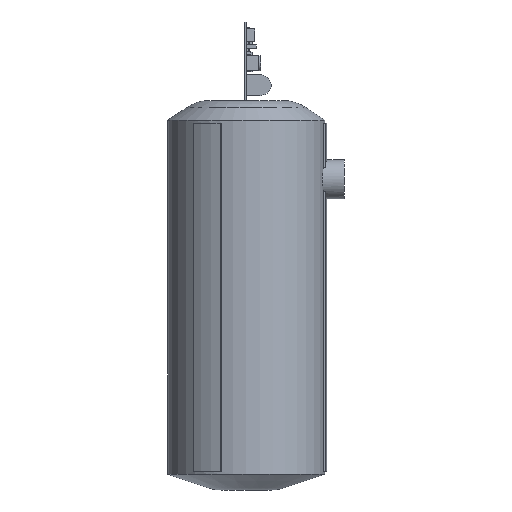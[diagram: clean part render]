
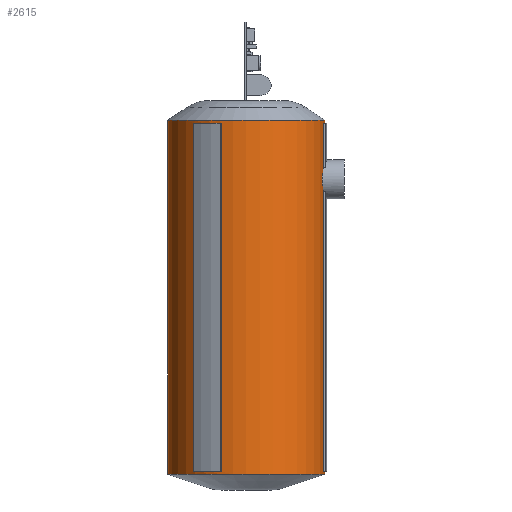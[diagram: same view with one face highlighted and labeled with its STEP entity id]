
A CAD part, front view. The second image highlights one B-rep face of the part: STEP entity #2615.
In plain terms, the highlighted cylindrical face has radius 20 mm (diameter 40 mm), a partial arc.
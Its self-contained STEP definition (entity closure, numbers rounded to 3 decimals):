
#2 = AXIS2_PLACEMENT_3D ( 'NONE', #2773, #1376, #2758 ) ;
#23 = FACE_BOUND ( 'NONE', #152, .T. ) ;
#120 = VERTEX_POINT ( 'NONE', #683 ) ;
#144 = AXIS2_PLACEMENT_3D ( 'NONE', #2386, #3447, #2731 ) ;
#152 = EDGE_LOOP ( 'NONE', ( #3091, #258, #1811, #2751 ) ) ;
#160 = CIRCLE ( 'NONE', #1958, 20. ) ;
#191 = CARTESIAN_POINT ( 'NONE',  ( 19.563, -4.161, 77.215 ) ) ;
#198 = ORIENTED_EDGE ( 'NONE', *, *, #556, .F. ) ;
#209 = CARTESIAN_POINT ( 'NONE',  ( 19.45, -4.657, 78.161 ) ) ;
#240 = CARTESIAN_POINT ( 'NONE',  ( 19.596, -4., 83. ) ) ;
#241 = VERTEX_POINT ( 'NONE', #1238 ) ;
#258 = ORIENTED_EDGE ( 'NONE', *, *, #1519, .T. ) ;
#268 = VERTEX_POINT ( 'NONE', #2937 ) ;
#273 = ORIENTED_EDGE ( 'NONE', *, *, #507, .T. ) ;
#309 = DIRECTION ( 'NONE',  ( 0., 0., -1. ) ) ;
#329 = CARTESIAN_POINT ( 'NONE',  ( -13.262, -14.971, 24.234 ) ) ;
#359 = LINE ( 'NONE', #884, #2230 ) ;
#369 = CARTESIAN_POINT ( 'NONE',  ( 20., 0., 95. ) ) ;
#429 = CARTESIAN_POINT ( 'NONE',  ( 19.365, -5., 80.271 ) ) ;
#430 = EDGE_CURVE ( 'NONE', #3138, #120, #3265, .T. ) ;
#432 = ORIENTED_EDGE ( 'NONE', *, *, #2866, .F. ) ;
#442 = AXIS2_PLACEMENT_3D ( 'NONE', #1109, #2714, #890 ) ;
#448 = CARTESIAN_POINT ( 'NONE',  ( 19.365, -5., 79.731 ) ) ;
#493 = VERTEX_POINT ( 'NONE', #869 ) ;
#507 = EDGE_CURVE ( 'NONE', #2686, #960, #1574, .T. ) ;
#522 = EDGE_CURVE ( 'NONE', #1907, #904, #3419, .T. ) ;
#529 = EDGE_CURVE ( 'NONE', #688, #120, #1402, .T. ) ;
#556 = EDGE_CURVE ( 'NONE', #904, #241, #1706, .T. ) ;
#559 = CARTESIAN_POINT ( 'NONE',  ( -6.334, -18.971, 5.716 ) ) ;
#641 = DIRECTION ( 'NONE',  ( 0., 0., -1. ) ) ;
#669 = CARTESIAN_POINT ( 'NONE',  ( 19.596, -4., 24.234 ) ) ;
#673 = ORIENTED_EDGE ( 'NONE', *, *, #1194, .F. ) ;
#675 = EDGE_CURVE ( 'NONE', #493, #2686, #2725, .T. ) ;
#683 = CARTESIAN_POINT ( 'NONE',  ( -13.262, -14.971, 5.716 ) ) ;
#688 = VERTEX_POINT ( 'NONE', #559 ) ;
#824 = CIRCLE ( 'NONE', #1903, 20. ) ;
#869 = CARTESIAN_POINT ( 'NONE',  ( -20., 0., 95. ) ) ;
#874 = VECTOR ( 'NONE', #3306, 1000. ) ;
#884 = CARTESIAN_POINT ( 'NONE',  ( 20., 0., 95. ) ) ;
#890 = DIRECTION ( 'NONE',  ( 1., 0., 0. ) ) ;
#893 = CARTESIAN_POINT ( 'NONE',  ( -20., 0., 5. ) ) ;
#904 = VERTEX_POINT ( 'NONE', #2640 ) ;
#943 = VERTEX_POINT ( 'NONE', #1869 ) ;
#960 = VERTEX_POINT ( 'NONE', #2915 ) ;
#973 = CARTESIAN_POINT ( 'NONE',  ( 19.532, -4.302, 82.562 ) ) ;
#989 = LINE ( 'NONE', #669, #1225 ) ;
#1026 = CARTESIAN_POINT ( 'NONE',  ( 19.409, -4.827, 81.33 ) ) ;
#1088 = CARTESIAN_POINT ( 'NONE',  ( 19.596, -4., 24.234 ) ) ;
#1097 = DIRECTION ( 'NONE',  ( -1., 0., 0. ) ) ;
#1109 = CARTESIAN_POINT ( 'NONE',  ( 0., 0., 94.286 ) ) ;
#1114 = CARTESIAN_POINT ( 'NONE',  ( 0., 0., 94.286 ) ) ;
#1125 = CARTESIAN_POINT ( 'NONE',  ( 0., 0., 5. ) ) ;
#1135 = DIRECTION ( 'NONE',  ( 0., 0., -1. ) ) ;
#1194 = EDGE_CURVE ( 'NONE', #3435, #3081, #989, .T. ) ;
#1225 = VECTOR ( 'NONE', #2612, 1000. ) ;
#1235 = CARTESIAN_POINT ( 'NONE',  ( 19.596, -4., 5.716 ) ) ;
#1238 = CARTESIAN_POINT ( 'NONE',  ( 19.596, -4., 83. ) ) ;
#1267 = CARTESIAN_POINT ( 'NONE',  ( -13.262, -14.971, 94.286 ) ) ;
#1279 = CARTESIAN_POINT ( 'NONE',  ( 19.596, -4., 77. ) ) ;
#1283 = CIRCLE ( 'NONE', #1732, 20. ) ;
#1300 = CARTESIAN_POINT ( 'NONE',  ( 19.596, -4., 77. ) ) ;
#1313 = CARTESIAN_POINT ( 'NONE',  ( 19.563, -4.16, 82.786 ) ) ;
#1363 = DIRECTION ( 'NONE',  ( 0., 0., 1. ) ) ;
#1376 = DIRECTION ( 'NONE',  ( 0., 0., -1. ) ) ;
#1402 = CIRCLE ( 'NONE', #2, 20. ) ;
#1408 = ORIENTED_EDGE ( 'NONE', *, *, #2966, .T. ) ;
#1461 = VECTOR ( 'NONE', #2168, 1000. ) ;
#1511 = CARTESIAN_POINT ( 'NONE',  ( 19.476, -4.55, 82.089 ) ) ;
#1519 = EDGE_CURVE ( 'NONE', #268, #688, #2472, .T. ) ;
#1527 = CARTESIAN_POINT ( 'NONE',  ( 19.475, -4.552, 77.915 ) ) ;
#1574 = CIRCLE ( 'NONE', #2136, 20. ) ;
#1578 = CYLINDRICAL_SURFACE ( 'NONE', #144, 20. ) ;
#1604 = VECTOR ( 'NONE', #1939, 1000. ) ;
#1613 = ORIENTED_EDGE ( 'NONE', *, *, #2043, .F. ) ;
#1706 = LINE ( 'NONE', #1088, #1461 ) ;
#1720 = ORIENTED_EDGE ( 'NONE', *, *, #522, .F. ) ;
#1732 = AXIS2_PLACEMENT_3D ( 'NONE', #3255, #1363, #1097 ) ;
#1770 = EDGE_LOOP ( 'NONE', ( #1920, #432, #2840, #273, #2610, #1408, #673, #1613, #198, #1720 ) ) ;
#1775 = VECTOR ( 'NONE', #1962, 1000. ) ;
#1811 = ORIENTED_EDGE ( 'NONE', *, *, #529, .T. ) ;
#1869 = CARTESIAN_POINT ( 'NONE',  ( 20., 0., 5.716 ) ) ;
#1903 = AXIS2_PLACEMENT_3D ( 'NONE', #1114, #3466, #2428 ) ;
#1907 = VERTEX_POINT ( 'NONE', #3090 ) ;
#1908 = DIRECTION ( 'NONE',  ( 1., 0., 0. ) ) ;
#1920 = ORIENTED_EDGE ( 'NONE', *, *, #3416, .F. ) ;
#1939 = DIRECTION ( 'NONE',  ( 0., 0., -1. ) ) ;
#1958 = AXIS2_PLACEMENT_3D ( 'NONE', #3037, #641, #2272 ) ;
#1962 = DIRECTION ( 'NONE',  ( 0., 0., -1. ) ) ;
#1976 = DIRECTION ( 'NONE',  ( 0., 0., 1. ) ) ;
#2043 = EDGE_CURVE ( 'NONE', #241, #3435, #2370, .T. ) ;
#2136 = AXIS2_PLACEMENT_3D ( 'NONE', #1125, #1976, #1908 ) ;
#2168 = DIRECTION ( 'NONE',  ( 0., 0., -1. ) ) ;
#2202 = CARTESIAN_POINT ( 'NONE',  ( -20., 0., 95. ) ) ;
#2230 = VECTOR ( 'NONE', #1135, 1000. ) ;
#2253 = VERTEX_POINT ( 'NONE', #369 ) ;
#2272 = DIRECTION ( 'NONE',  ( 1., 0., 0. ) ) ;
#2274 = CARTESIAN_POINT ( 'NONE',  ( 20., 0., 95. ) ) ;
#2359 = CARTESIAN_POINT ( 'NONE',  ( 19.45, -4.657, 81.84 ) ) ;
#2370 = B_SPLINE_CURVE_WITH_KNOTS ( 'NONE', 3,
 ( #240, #1313, #973, #1511, #2359, #1026, #3175, #2603, #429, #448, #2637, #2590, #2391, #209, #1527, #3451, #191, #1279 ),
 .UNSPECIFIED., .F., .F.,
 ( 4, 2, 2, 2, 2, 2, 2, 2, 4 ),
 ( 0.02, 0.021, 0.022, 0.023, 0.024, 0.024, 0.025, 0.026, 0.027 ),
 .UNSPECIFIED. ) ;
#2386 = CARTESIAN_POINT ( 'NONE',  ( 0., 0., 95. ) ) ;
#2391 = CARTESIAN_POINT ( 'NONE',  ( 19.409, -4.828, 78.672 ) ) ;
#2428 = DIRECTION ( 'NONE',  ( -0.5, -0.866, 0. ) ) ;
#2472 = LINE ( 'NONE', #3006, #874 ) ;
#2590 = CARTESIAN_POINT ( 'NONE',  ( 19.392, -4.893, 78.935 ) ) ;
#2603 = CARTESIAN_POINT ( 'NONE',  ( 19.371, -4.978, 80.542 ) ) ;
#2610 = ORIENTED_EDGE ( 'NONE', *, *, #2661, .F. ) ;
#2612 = DIRECTION ( 'NONE',  ( 0., 0., -1. ) ) ;
#2615 = ADVANCED_FACE ( 'NONE', ( #3236, #23 ), #1578, .T. ) ;
#2637 = CARTESIAN_POINT ( 'NONE',  ( 19.371, -4.978, 79.464 ) ) ;
#2640 = CARTESIAN_POINT ( 'NONE',  ( 19.596, -4., 94.286 ) ) ;
#2661 = EDGE_CURVE ( 'NONE', #943, #960, #3287, .T. ) ;
#2686 = VERTEX_POINT ( 'NONE', #893 ) ;
#2714 = DIRECTION ( 'NONE',  ( 0., 0., -1. ) ) ;
#2725 = LINE ( 'NONE', #2202, #3026 ) ;
#2731 = DIRECTION ( 'NONE',  ( -1., 0., 0. ) ) ;
#2751 = ORIENTED_EDGE ( 'NONE', *, *, #430, .F. ) ;
#2758 = DIRECTION ( 'NONE',  ( -0.5, -0.866, 0. ) ) ;
#2773 = CARTESIAN_POINT ( 'NONE',  ( 0., 0., 5.716 ) ) ;
#2818 = EDGE_CURVE ( 'NONE', #268, #3138, #824, .T. ) ;
#2840 = ORIENTED_EDGE ( 'NONE', *, *, #675, .T. ) ;
#2866 = EDGE_CURVE ( 'NONE', #493, #2253, #1283, .T. ) ;
#2915 = CARTESIAN_POINT ( 'NONE',  ( 20., 0., 5. ) ) ;
#2937 = CARTESIAN_POINT ( 'NONE',  ( -6.334, -18.971, 94.286 ) ) ;
#2966 = EDGE_CURVE ( 'NONE', #943, #3081, #160, .T. ) ;
#3006 = CARTESIAN_POINT ( 'NONE',  ( -6.334, -18.971, 24.234 ) ) ;
#3026 = VECTOR ( 'NONE', #309, 1000. ) ;
#3037 = CARTESIAN_POINT ( 'NONE',  ( 0., 0., 5.716 ) ) ;
#3081 = VERTEX_POINT ( 'NONE', #1235 ) ;
#3090 = CARTESIAN_POINT ( 'NONE',  ( 20., 0., 94.286 ) ) ;
#3091 = ORIENTED_EDGE ( 'NONE', *, *, #2818, .F. ) ;
#3138 = VERTEX_POINT ( 'NONE', #1267 ) ;
#3175 = CARTESIAN_POINT ( 'NONE',  ( 19.393, -4.891, 81.07 ) ) ;
#3236 = FACE_OUTER_BOUND ( 'NONE', #1770, .T. ) ;
#3255 = CARTESIAN_POINT ( 'NONE',  ( 0., 0., 95. ) ) ;
#3265 = LINE ( 'NONE', #329, #1604 ) ;
#3287 = LINE ( 'NONE', #2274, #1775 ) ;
#3306 = DIRECTION ( 'NONE',  ( 0., 0., -1. ) ) ;
#3416 = EDGE_CURVE ( 'NONE', #2253, #1907, #359, .T. ) ;
#3419 = CIRCLE ( 'NONE', #442, 20. ) ;
#3435 = VERTEX_POINT ( 'NONE', #1300 ) ;
#3447 = DIRECTION ( 'NONE',  ( 0., 0., -1. ) ) ;
#3451 = CARTESIAN_POINT ( 'NONE',  ( 19.532, -4.305, 77.443 ) ) ;
#3466 = DIRECTION ( 'NONE',  ( 0., 0., -1. ) ) ;
